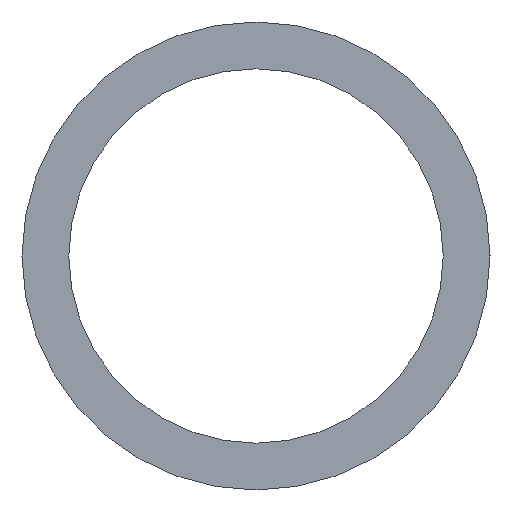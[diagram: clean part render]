
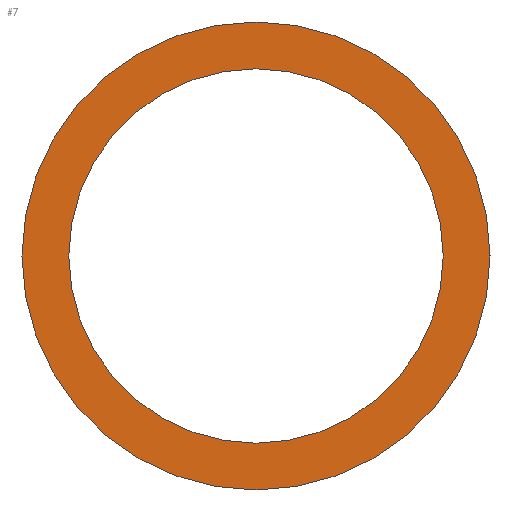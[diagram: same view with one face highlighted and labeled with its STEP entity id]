
A CAD part, left-side view. The second image highlights one B-rep face of the part: STEP entity #7.
In plain terms, the highlighted planar face has unit normal (-1, 0, 0).
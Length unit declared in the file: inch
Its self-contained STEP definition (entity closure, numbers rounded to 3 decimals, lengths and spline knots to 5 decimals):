
#7 = ADVANCED_FACE ( 'NONE', ( #236, #237 ), #124, .F. ) ;
#22 = EDGE_CURVE ( 'NONE', #162, #157, #211, .T. ) ;
#24 = DIRECTION ( 'NONE',  ( 0., 0., -1. ) ) ;
#25 = CARTESIAN_POINT ( 'NONE',  ( -6., 0., 0. ) ) ;
#34 = DIRECTION ( 'NONE',  ( 1., 0., 0. ) ) ;
#36 = DIRECTION ( 'NONE',  ( 0., 0., -1. ) ) ;
#38 = AXIS2_PLACEMENT_3D ( 'NONE', #127, #143, #104 ) ;
#39 = AXIS2_PLACEMENT_3D ( 'NONE', #125, #120, #119 ) ;
#41 = AXIS2_PLACEMENT_3D ( 'NONE', #25, #34, #36 ) ;
#47 = AXIS2_PLACEMENT_3D ( 'NONE', #115, #113, #110 ) ;
#49 = AXIS2_PLACEMENT_3D ( 'NONE', #130, #111, #24 ) ;
#104 = DIRECTION ( 'NONE',  ( 0., 0., -1. ) ) ;
#108 = CARTESIAN_POINT ( 'NONE',  ( -6., 0., 0.625 ) ) ;
#109 = CARTESIAN_POINT ( 'NONE',  ( -6., 0., -0.5 ) ) ;
#110 = DIRECTION ( 'NONE',  ( 0., 0., -1. ) ) ;
#111 = DIRECTION ( 'NONE',  ( 1., 0., 0. ) ) ;
#113 = DIRECTION ( 'NONE',  ( 1., 0., 0. ) ) ;
#114 = CARTESIAN_POINT ( 'NONE',  ( -6., 0., 0.5 ) ) ;
#115 = CARTESIAN_POINT ( 'NONE',  ( -6., 0., 0. ) ) ;
#119 = DIRECTION ( 'NONE',  ( 0., 0., -1. ) ) ;
#120 = DIRECTION ( 'NONE',  ( 1., 0., 0. ) ) ;
#124 = PLANE ( 'NONE',  #39 ) ;
#125 = CARTESIAN_POINT ( 'NONE',  ( -6., 0., 0. ) ) ;
#127 = CARTESIAN_POINT ( 'NONE',  ( -6., 0., 0. ) ) ;
#130 = CARTESIAN_POINT ( 'NONE',  ( -6., 0., 0. ) ) ;
#131 = CARTESIAN_POINT ( 'NONE',  ( -6., 0., -0.625 ) ) ;
#143 = DIRECTION ( 'NONE',  ( 1., 0., 0. ) ) ;
#144 = VERTEX_POINT ( 'NONE', #131 ) ;
#157 = VERTEX_POINT ( 'NONE', #114 ) ;
#158 = VERTEX_POINT ( 'NONE', #108 ) ;
#162 = VERTEX_POINT ( 'NONE', #109 ) ;
#196 = CIRCLE ( 'NONE', #38, 0.5 ) ;
#211 = CIRCLE ( 'NONE', #47, 0.5 ) ;
#215 = ORIENTED_EDGE ( 'NONE', *, *, #241, .T. ) ;
#216 = CIRCLE ( 'NONE', #49, 0.625 ) ;
#220 = ORIENTED_EDGE ( 'NONE', *, *, #22, .T. ) ;
#221 = CIRCLE ( 'NONE', #41, 0.625 ) ;
#225 = ORIENTED_EDGE ( 'NONE', *, *, #244, .F. ) ;
#229 = ORIENTED_EDGE ( 'NONE', *, *, #247, .F. ) ;
#230 = EDGE_LOOP ( 'NONE', ( #225, #229 ) ) ;
#234 = EDGE_LOOP ( 'NONE', ( #215, #220 ) ) ;
#236 = FACE_OUTER_BOUND ( 'NONE', #230, .T. ) ;
#237 = FACE_BOUND ( 'NONE', #234, .T. ) ;
#241 = EDGE_CURVE ( 'NONE', #157, #162, #196, .T. ) ;
#244 = EDGE_CURVE ( 'NONE', #158, #144, #216, .T. ) ;
#247 = EDGE_CURVE ( 'NONE', #144, #158, #221, .T. ) ;
